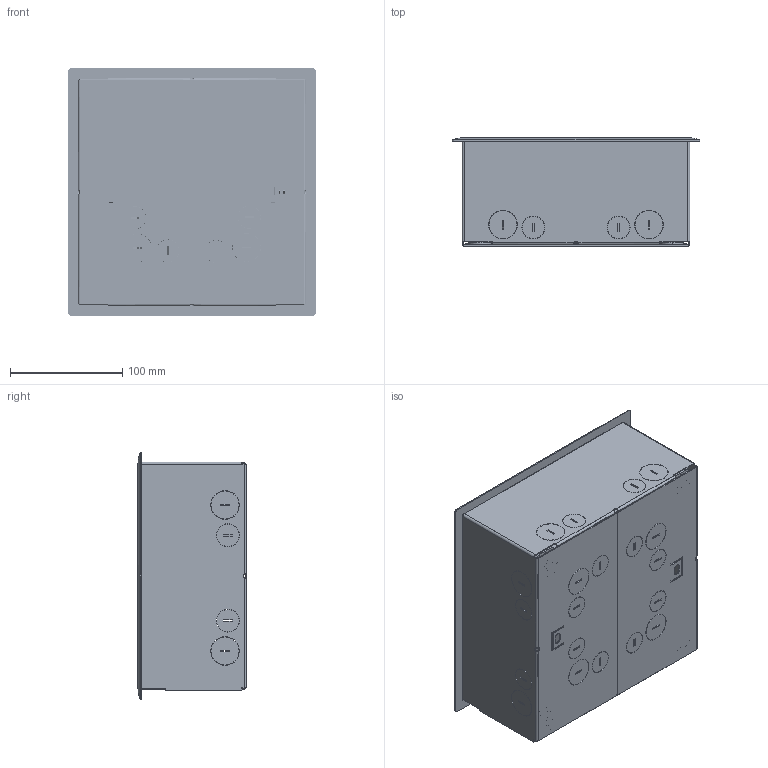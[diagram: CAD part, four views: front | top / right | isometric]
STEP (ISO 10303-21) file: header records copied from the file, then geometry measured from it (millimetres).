
FILE_DESCRIPTION((''),'2;1');
FILE_NAME('T-01527_ASM','2022-10-20T10:55:26',('letterg'),(''),'CREO PARAMETRIC BY PTC INC, 2022024','CREO PARAMETRIC BY PTC INC, 2022024','');
FILE_SCHEMA(('AUTOMOTIVE_DESIGN { 1 0 10303 214 1 1 1 1 }'));
Products named in the file (21): T-00657; 60449-M; 60450-M; T-00714; U09096; T-00757_ASM; U03409-1; U03409-2; U03409-4; U03409_ASM; 59741-M; 30663-M; 59759-M_M1_ASM; ABDECKUNG_1-FAC-ZU-U02228; SOCKEL_3-FACH-ZU-U02228; U02228_1_ASM; U02228_ASM; 31796-M; 31827-M_ASM; 47633-M; T-01527_ASM
Assembly tree (35 placements, depth 4):
  T-01527_ASM
    T-00757_ASM
      T-00657
      60449-M  x4
      60450-M  x4
      T-00714  x4
      U09096  x4
    U03409_ASM
      U03409-1
      U03409-2
      U03409-4
    59759-M_M1_ASM
      59741-M
      30663-M
    U02228_ASM
      U02228_1_ASM
        ABDECKUNG_1-FAC-ZU-U02228  x3
        SOCKEL_3-FACH-ZU-U02228
    31827-M_ASM
      31796-M
    47633-M  x2
Bounding box: 220 x 96.8 x 220 mm (x, y, z)
Volume: 552017.1 mm3; surface area: 773343.4 mm2
Topology: 29 solids, 30 shells, 7714 faces, 21432 edges, 13679 vertices
Faces by surface type: plane 4577, cylinder 1962, extrusion 370, torus 290, bspline 218, cone 156, sphere 141
Full cylindrical faces by diameter (mm): 0.009 x1
Entity records: 297315 total; most frequent: CARTESIAN_POINT 72510, ORIENTED_EDGE 37568, DIRECTION 33202, EDGE_CURVE 18784, PRESENTATION_STYLE_ASSIGNMENT 16960, STYLED_ITEM 16936, CURVE_STYLE 16925, VECTOR 14248
